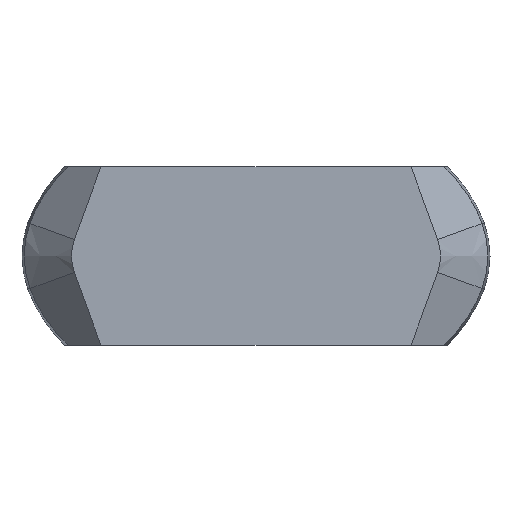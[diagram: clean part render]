
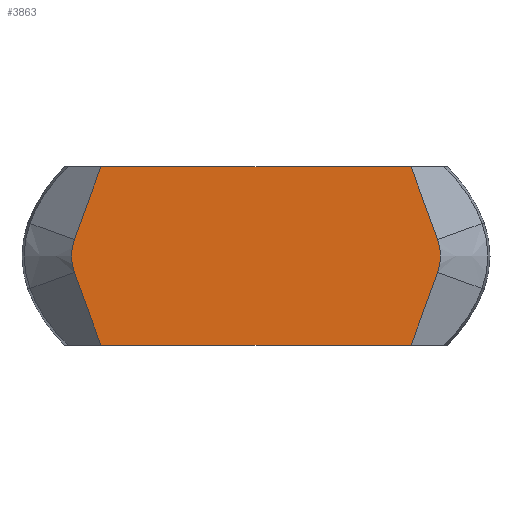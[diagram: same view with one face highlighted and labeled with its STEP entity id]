
A CAD part, left-side view. The second image highlights one B-rep face of the part: STEP entity #3863.
In plain terms, the highlighted planar face has unit normal (-1, 0, 0).
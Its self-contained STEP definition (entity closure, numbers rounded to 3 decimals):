
#217=CARTESIAN_POINT('',(-44.,-36.,0.));
#218=DIRECTION('',(1.,0.,0.));
#219=DIRECTION('',(0.,-0.94,0.342));
#220=AXIS2_PLACEMENT_3D('',#217,#218,#219);
#222=DIRECTION('',(0.,-0.342,0.94));
#223=VECTOR('',#222,20.427);
#224=CARTESIAN_POINT('',(-44.,-40.841,-23.5));
#225=LINE('',#224,#223);
#226=DIRECTION('',(0.,-1.,0.));
#227=VECTOR('',#226,81.681);
#228=CARTESIAN_POINT('',(-44.,40.841,-23.5));
#229=LINE('',#228,#227);
#230=DIRECTION('',(0.,0.342,0.94));
#231=VECTOR('',#230,20.427);
#232=CARTESIAN_POINT('',(-44.,40.841,-23.5));
#233=LINE('',#232,#231);
#234=CARTESIAN_POINT('',(-44.,36.,0.));
#235=DIRECTION('',(1.,0.,0.));
#236=DIRECTION('',(0.,0.94,-0.342));
#237=AXIS2_PLACEMENT_3D('',#234,#235,#236);
#239=DIRECTION('',(0.,0.342,-0.94));
#240=VECTOR('',#239,20.427);
#241=CARTESIAN_POINT('',(-44.,40.841,23.5));
#242=LINE('',#241,#240);
#243=DIRECTION('',(0.,-1.,0.));
#244=VECTOR('',#243,81.681);
#245=CARTESIAN_POINT('',(-44.,40.841,23.5));
#246=LINE('',#245,#244);
#247=DIRECTION('',(0.,-0.342,-0.94));
#248=VECTOR('',#247,20.427);
#249=CARTESIAN_POINT('',(-44.,-40.841,23.5));
#250=LINE('',#249,#248);
#3594=CARTESIAN_POINT('',(-44.,40.841,23.5));
#3595=CARTESIAN_POINT('',(-44.,-40.841,23.5));
#3596=VERTEX_POINT('',#3594);
#3597=VERTEX_POINT('',#3595);
#3602=CARTESIAN_POINT('',(-44.,40.841,-23.5));
#3603=CARTESIAN_POINT('',(-44.,-40.841,-23.5));
#3604=VERTEX_POINT('',#3602);
#3605=VERTEX_POINT('',#3603);
#3608=CARTESIAN_POINT('',(-44.,-47.827,4.305));
#3609=VERTEX_POINT('',#3608);
#3612=CARTESIAN_POINT('',(-44.,47.827,4.305));
#3613=VERTEX_POINT('',#3612);
#3616=CARTESIAN_POINT('',(-44.,-47.827,-4.305));
#3617=VERTEX_POINT('',#3616);
#3620=CARTESIAN_POINT('',(-44.,47.827,-4.305));
#3621=VERTEX_POINT('',#3620);
#3841=CARTESIAN_POINT('',(-44.,0.,0.));
#3842=DIRECTION('',(-1.,0.,0.));
#3843=DIRECTION('',(0.,0.,1.));
#3844=AXIS2_PLACEMENT_3D('',#3841,#3842,#3843);
#3845=PLANE('',#3844);
#3847=ORIENTED_EDGE('',*,*,#3846,.T.);
#3849=ORIENTED_EDGE('',*,*,#3848,.F.);
#3851=ORIENTED_EDGE('',*,*,#3850,.F.);
#3853=ORIENTED_EDGE('',*,*,#3852,.T.);
#3855=ORIENTED_EDGE('',*,*,#3854,.T.);
#3857=ORIENTED_EDGE('',*,*,#3856,.F.);
#3858=ORIENTED_EDGE('',*,*,#3765,.T.);
#3860=ORIENTED_EDGE('',*,*,#3859,.T.);
#3861=EDGE_LOOP('',(#3847,#3849,#3851,#3853,#3855,#3857,#3858,#3860));
#3862=FACE_OUTER_BOUND('',#3861,.F.);
#3863=ADVANCED_FACE('',(#3862),#3845,.T.);
#221=CIRCLE('',#220,12.586);
#238=CIRCLE('',#237,12.586);
#3765=EDGE_CURVE('',#3596,#3597,#246,.T.);
#3846=EDGE_CURVE('',#3609,#3617,#221,.T.);
#3848=EDGE_CURVE('',#3605,#3617,#225,.T.);
#3850=EDGE_CURVE('',#3604,#3605,#229,.T.);
#3852=EDGE_CURVE('',#3604,#3621,#233,.T.);
#3854=EDGE_CURVE('',#3621,#3613,#238,.T.);
#3856=EDGE_CURVE('',#3596,#3613,#242,.T.);
#3859=EDGE_CURVE('',#3597,#3609,#250,.T.);
